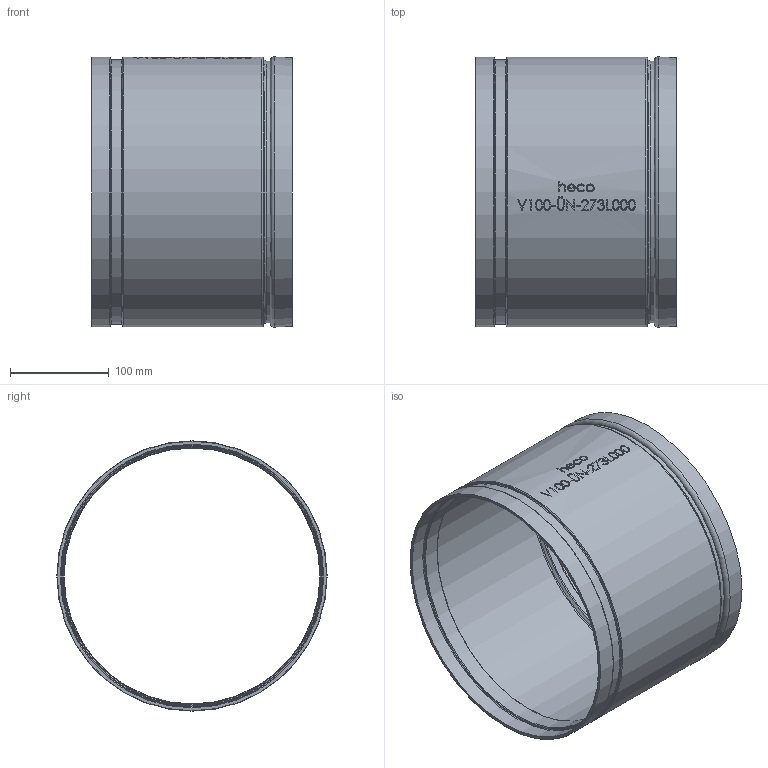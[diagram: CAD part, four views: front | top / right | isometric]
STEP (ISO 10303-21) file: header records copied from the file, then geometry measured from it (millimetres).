
FILE_DESCRIPTION (( 'STEP AP214' ), '1' );
FILE_NAME ('V100-ÜN-273L000-x Typ494W DN250 1000 Ø273,0 1812.STEP', '2018-12-20T13:53:07', ( '' ), ( '' ), 'SwSTEP 2.0', 'SolidWorks 2016', '' );
FILE_SCHEMA (( 'AUTOMOTIVE_DESIGN' ));
Length unit declared in the file: inch
Products named in the file (1): V100-ÜN-273L000-x Typ494W DN250 1000 Ø273,0 1812
Bounding box: 203.2 x 273.71 x 273.71 mm (x, y, z)
Volume: 540322.9 mm3; surface area: 362411.1 mm2
Topology: 1 solids, 1 shells, 249 faces, 625 edges, 412 vertices
Faces by surface type: bspline 115, plane 79, cylinder 36, torus 15, cone 4
Full cylindrical faces by diameter (mm): 259.182 x1, 262.28 x1, 265.176 x1, 267.056 x2, 268.275 x1, 273.05 x2
Entity records: 17251 total; most frequent: CARTESIAN_POINT 9459, ORIENTED_EDGE 1186, DIRECTION 688, EDGE_CURVE 593, VERTEX_POINT 407, EDGE_LOOP 312, FACE_OUTER_BOUND 272, B_SPLINE_CURVE_WITH_KNOTS 260
